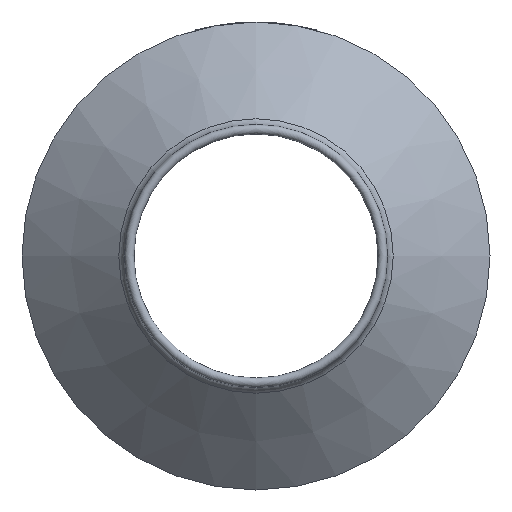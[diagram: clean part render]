
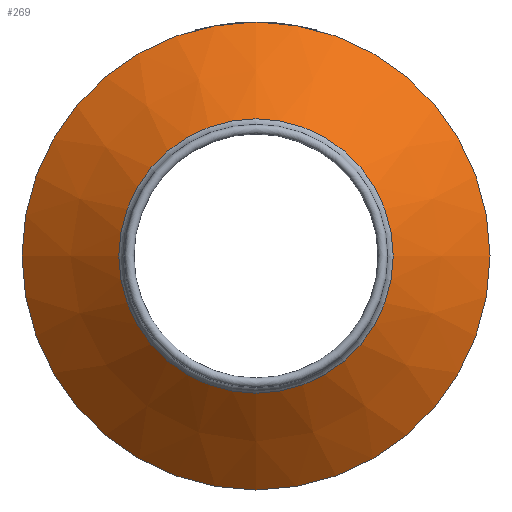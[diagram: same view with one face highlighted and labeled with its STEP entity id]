
A CAD part, front view. The second image highlights one B-rep face of the part: STEP entity #269.
In plain terms, the highlighted conical face has half-angle 49.273 degrees and reference radius 56.95 mm.
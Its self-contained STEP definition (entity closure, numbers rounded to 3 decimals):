
#34=LINE('',#468,#49);
#49=VECTOR('',#377,56.95);
#63=CONICAL_SURFACE('',#316,56.95,0.86);
#68=FACE_OUTER_BOUND('',#87,.T.);
#87=EDGE_LOOP('',(#203,#204,#205,#206));
#113=CIRCLE('',#315,42.738);
#114=CIRCLE('',#317,72.9);
#133=VERTEX_POINT('',#462);
#134=VERTEX_POINT('',#466);
#159=EDGE_CURVE('',#133,#133,#113,.T.);
#160=EDGE_CURVE('',#134,#134,#114,.T.);
#161=EDGE_CURVE('',#134,#133,#34,.T.);
#203=ORIENTED_EDGE('',*,*,#160,.F.);
#204=ORIENTED_EDGE('',*,*,#161,.T.);
#205=ORIENTED_EDGE('',*,*,#159,.F.);
#206=ORIENTED_EDGE('',*,*,#161,.F.);
#269=ADVANCED_FACE('',(#68),#63,.T.);
#315=AXIS2_PLACEMENT_3D('',#464,#371,#372);
#316=AXIS2_PLACEMENT_3D('',#465,#373,#374);
#317=AXIS2_PLACEMENT_3D('',#467,#375,#376);
#371=DIRECTION('center_axis',(0.,-1.,0.));
#372=DIRECTION('ref_axis',(0.,0.,-1.));
#373=DIRECTION('center_axis',(0.,1.,0.));
#374=DIRECTION('ref_axis',(0.,0.,1.));
#375=DIRECTION('center_axis',(0.,1.,0.));
#376=DIRECTION('ref_axis',(1.,0.,0.));
#377=DIRECTION('',(0.,-0.652,0.758));
#462=CARTESIAN_POINT('',(0.,-62.136,-42.738));
#464=CARTESIAN_POINT('Origin',(0.,-62.136,
0.));
#465=CARTESIAN_POINT('Origin',(0.,-49.9,0.));
#466=CARTESIAN_POINT('',(0.,-36.168,-72.9));
#467=CARTESIAN_POINT('Origin',(0.,-36.168,0.));
#468=CARTESIAN_POINT('',(0.,-49.9,-56.95));
